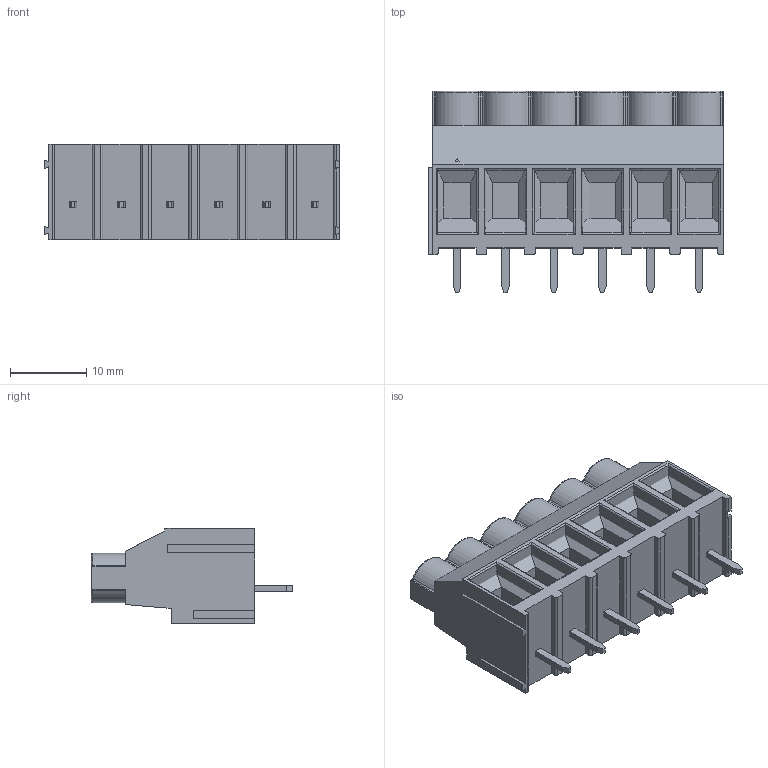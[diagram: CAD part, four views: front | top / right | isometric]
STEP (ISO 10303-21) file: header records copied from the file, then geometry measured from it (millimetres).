
FILE_DESCRIPTION (( 'STEP AP214' ), '1' );
FILE_NAME ('DG636-6.35-06P-14-00AH.STEP', '2021-01-16T22:09:38', ( '' ), ( '' ), 'SwSTEP 2.0', 'SolidWorks 2020', '' );
FILE_SCHEMA (( 'AUTOMOTIVE_DESIGN' ));
Length unit declared in the file: millimetre
Products named in the file (1): DG636-6.35-06P-14-00AH
Bounding box: 38.65 x 26.5 x 12.5 mm (x, y, z)
Volume: 6067.9 mm3; surface area: 5081.4 mm2
Topology: 1 solids, 1 shells, 732 faces, 1959 edges, 1282 vertices
Faces by surface type: plane 361, bspline 211, cylinder 100, torus 60
Entity records: 38220 total; most frequent: CARTESIAN_POINT 16407, ORIENTED_EDGE 3918, DIRECTION 2811, EDGE_CURVE 1959, VERTEX_POINT 1282, VECTOR 1155, LINE 1155, AXIS2_PLACEMENT_3D 828
